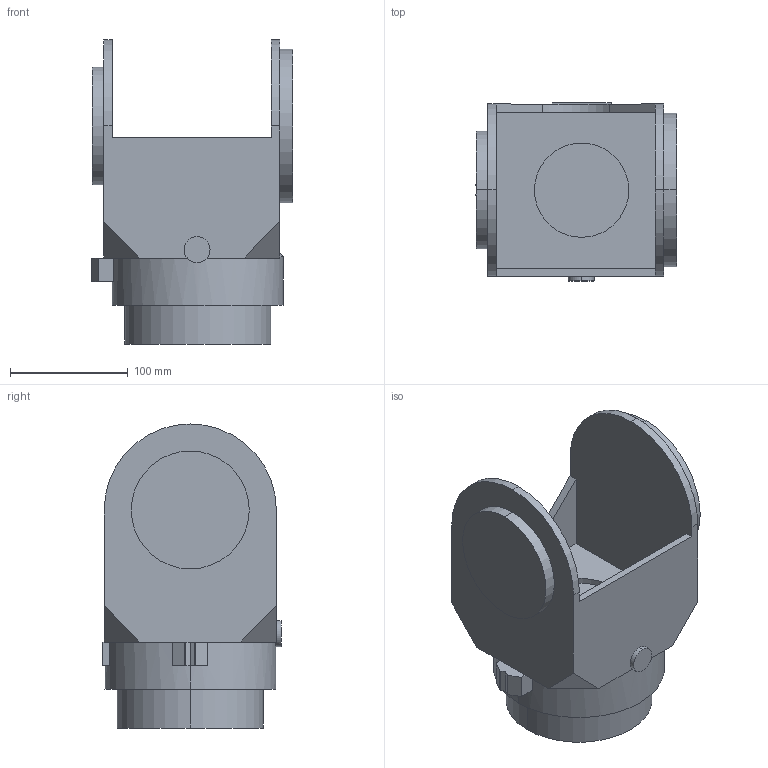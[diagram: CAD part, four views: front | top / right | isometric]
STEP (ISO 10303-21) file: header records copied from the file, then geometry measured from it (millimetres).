
FILE_DESCRIPTION (( 'STEP AP203' ), '1' );
FILE_NAME ('SMART-5 NJ-110-3.0_p09.STEP_Default_sldprt.STEP', '2024-04-24T11:32:25', ( '' ), ( '' ), 'SwSTEP 2.0', 'SolidWorks 2023', '' );
FILE_SCHEMA (( 'CONFIG_CONTROL_DESIGN' ));
Length unit declared in the file: millimetre
Products named in the file (1): SMART-5 NJ-110-3.0_p09.STEP_Default_sldprt
Bounding box: 170.5 x 151 x 258 mm (x, y, z)
Volume: 2191604.7 mm3; surface area: 214606.5 mm2
Topology: 1 solids, 1 shells, 64 faces, 163 edges, 106 vertices
Faces by surface type: plane 41, cylinder 20, cone 3
Entity records: 2103 total; most frequent: CARTESIAN_POINT 442, DIRECTION 333, ORIENTED_EDGE 326, EDGE_CURVE 163, VECTOR 113, LINE 113, AXIS2_PLACEMENT_3D 110, VERTEX_POINT 106
